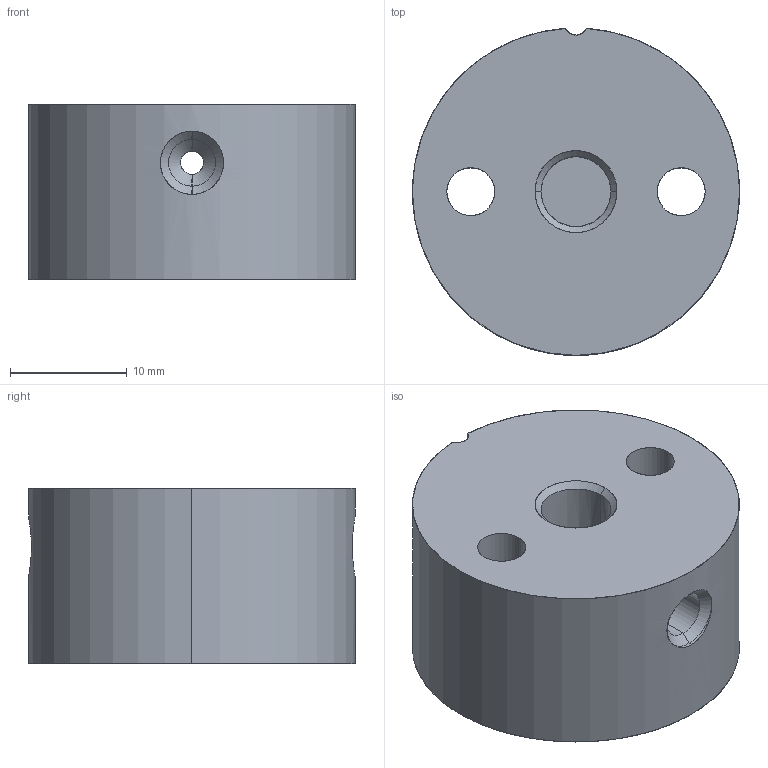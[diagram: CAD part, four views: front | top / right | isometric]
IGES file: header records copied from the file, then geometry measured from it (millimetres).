
Start section: SolidWorks IGES file using analytic representation for surfaces
Global section: file name: Positionsgeber_Z-RFC-PXX~01.IGS; native system: SolidWorks 2007; preprocessor: SolidWorks 2007; author: Bareiss; date: 071015.132847; units: millimetre
Bounding box: 28 x 27.97 x 15 mm (x, y, z)
Surface area: 3944.8 mm2 (no closed solid volume)
Topology: 0 solids, 0 shells, 95 faces, 1089 edges, 1077 vertices
Faces by surface type: revolution 73, bspline 22
